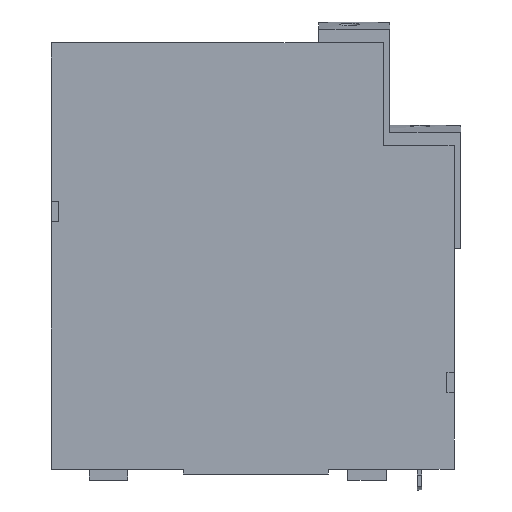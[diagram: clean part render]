
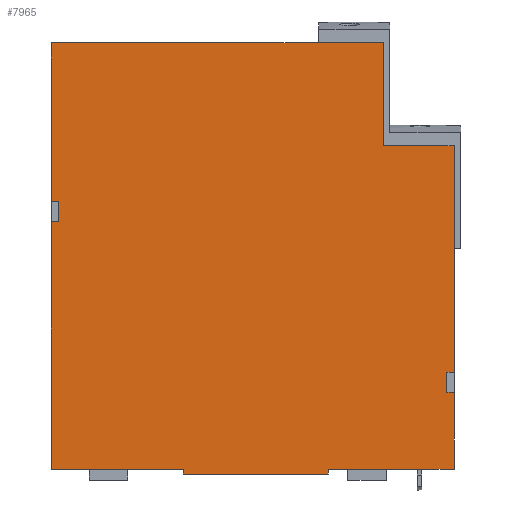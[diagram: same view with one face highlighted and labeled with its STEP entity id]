
A CAD part, left-side view. The second image highlights one B-rep face of the part: STEP entity #7965.
In plain terms, the highlighted planar face has unit normal (-1, 0, 0).
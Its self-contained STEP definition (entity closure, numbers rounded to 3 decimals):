
#512=DIRECTION('',(0.,0.,1.));
#513=VECTOR('',#512,70.29);
#514=CARTESIAN_POINT('',(0.,0.,30.11));
#515=LINE('',#514,#513);
#749=DIRECTION('',(0.,0.,-1.));
#750=VECTOR('',#749,32.);
#751=CARTESIAN_POINT('',(0.,22.,132.4));
#752=LINE('',#751,#750);
#753=DIRECTION('',(0.,-1.,0.));
#754=VECTOR('',#753,22.);
#755=CARTESIAN_POINT('',(0.,22.,100.4));
#756=LINE('',#755,#754);
#757=DIRECTION('',(0.,-1.,0.));
#758=VECTOR('',#757,2.2);
#759=CARTESIAN_POINT('',(0.,2.2,30.11));
#760=LINE('',#759,#758);
#761=DIRECTION('',(0.,0.,1.));
#762=VECTOR('',#761,6.23);
#763=CARTESIAN_POINT('',(0.,2.2,23.88));
#764=LINE('',#763,#762);
#765=DIRECTION('',(0.,-1.,0.));
#766=VECTOR('',#765,2.2);
#767=CARTESIAN_POINT('',(0.,2.2,23.88));
#768=LINE('',#767,#766);
#769=DIRECTION('',(0.,0.,1.));
#770=VECTOR('',#769,23.88);
#771=CARTESIAN_POINT('',(0.,0.,0.));
#772=LINE('',#771,#770);
#773=DIRECTION('',(0.,-1.,0.));
#774=VECTOR('',#773,39.);
#775=CARTESIAN_POINT('',(0.,39.,0.));
#776=LINE('',#775,#774);
#777=DIRECTION('',(0.,0.,-1.));
#778=VECTOR('',#777,1.5);
#779=CARTESIAN_POINT('',(0.,39.,0.));
#780=LINE('',#779,#778);
#781=DIRECTION('',(0.,-1.,0.));
#782=VECTOR('',#781,40.9);
#783=CARTESIAN_POINT('',(0.,125.,0.));
#784=LINE('',#783,#782);
#785=DIRECTION('',(0.,0.,-1.));
#786=VECTOR('',#785,76.885);
#787=CARTESIAN_POINT('',(0.,125.,76.885));
#788=LINE('',#787,#786);
#789=DIRECTION('',(0.,-1.,0.));
#790=VECTOR('',#789,2.2);
#791=CARTESIAN_POINT('',(0.,125.,76.885));
#792=LINE('',#791,#790);
#793=DIRECTION('',(0.,0.,1.));
#794=VECTOR('',#793,6.23);
#795=CARTESIAN_POINT('',(0.,122.8,76.885));
#796=LINE('',#795,#794);
#797=DIRECTION('',(0.,-1.,0.));
#798=VECTOR('',#797,2.2);
#799=CARTESIAN_POINT('',(0.,125.,83.115));
#800=LINE('',#799,#798);
#801=DIRECTION('',(0.,0.,-1.));
#802=VECTOR('',#801,49.285);
#803=CARTESIAN_POINT('',(0.,125.,132.4));
#804=LINE('',#803,#802);
#897=DIRECTION('',(0.,1.,0.));
#898=VECTOR('',#897,103.);
#899=CARTESIAN_POINT('',(0.,22.,132.4));
#900=LINE('',#899,#898);
#4668=DIRECTION('',(0.,1.,0.));
#4669=VECTOR('',#4668,45.1);
#4670=CARTESIAN_POINT('',(0.,39.,-1.5));
#4671=LINE('',#4670,#4669);
#4872=DIRECTION('',(0.,0.,-1.));
#4873=VECTOR('',#4872,1.5);
#4874=CARTESIAN_POINT('',(0.,84.1,0.));
#4875=LINE('',#4874,#4873);
#5402=CARTESIAN_POINT('',(0.,125.,132.4));
#5404=VERTEX_POINT('',#5402);
#5414=CARTESIAN_POINT('',(0.,39.,-1.5));
#5415=VERTEX_POINT('',#5414);
#5416=CARTESIAN_POINT('',(0.,84.1,-1.5));
#5417=VERTEX_POINT('',#5416);
#5426=CARTESIAN_POINT('',(0.,39.,0.));
#5427=VERTEX_POINT('',#5426);
#5428=CARTESIAN_POINT('',(0.,84.1,0.));
#5429=VERTEX_POINT('',#5428);
#5430=CARTESIAN_POINT('',(0.,125.,0.));
#5431=VERTEX_POINT('',#5430);
#5432=CARTESIAN_POINT('',(0.,0.,0.));
#5433=VERTEX_POINT('',#5432);
#5646=CARTESIAN_POINT('',(0.,122.8,76.885));
#5647=CARTESIAN_POINT('',(0.,122.8,83.115));
#5648=VERTEX_POINT('',#5646);
#5649=VERTEX_POINT('',#5647);
#5650=CARTESIAN_POINT('',(0.,125.,83.115));
#5651=VERTEX_POINT('',#5650);
#5652=CARTESIAN_POINT('',(0.,125.,76.885));
#5653=VERTEX_POINT('',#5652);
#6158=CARTESIAN_POINT('',(0.,2.2,23.88));
#6159=VERTEX_POINT('',#6158);
#6160=CARTESIAN_POINT('',(0.,2.2,30.11));
#6161=VERTEX_POINT('',#6160);
#6266=CARTESIAN_POINT('',(0.,0.,23.88));
#6267=VERTEX_POINT('',#6266);
#6268=CARTESIAN_POINT('',(0.,0.,30.11));
#6269=VERTEX_POINT('',#6268);
#6810=CARTESIAN_POINT('',(0.,22.,132.4));
#6811=CARTESIAN_POINT('',(0.,22.,100.4));
#6812=VERTEX_POINT('',#6810);
#6813=VERTEX_POINT('',#6811);
#6814=CARTESIAN_POINT('',(0.,0.,100.4));
#6815=VERTEX_POINT('',#6814);
#7924=CARTESIAN_POINT('',(0.,0.,0.));
#7925=DIRECTION('',(-1.,0.,0.));
#7926=DIRECTION('',(0.,0.,1.));
#7927=AXIS2_PLACEMENT_3D('',#7924,#7925,#7926);
#7928=PLANE('',#7927);
#7930=ORIENTED_EDGE('',*,*,#7929,.F.);
#7932=ORIENTED_EDGE('',*,*,#7931,.T.);
#7934=ORIENTED_EDGE('',*,*,#7933,.T.);
#7935=ORIENTED_EDGE('',*,*,#7311,.F.);
#7937=ORIENTED_EDGE('',*,*,#7936,.F.);
#7939=ORIENTED_EDGE('',*,*,#7938,.F.);
#7941=ORIENTED_EDGE('',*,*,#7940,.T.);
#7942=ORIENTED_EDGE('',*,*,#7367,.F.);
#7944=ORIENTED_EDGE('',*,*,#7943,.F.);
#7946=ORIENTED_EDGE('',*,*,#7945,.T.);
#7948=ORIENTED_EDGE('',*,*,#7947,.T.);
#7950=ORIENTED_EDGE('',*,*,#7949,.F.);
#7952=ORIENTED_EDGE('',*,*,#7951,.F.);
#7954=ORIENTED_EDGE('',*,*,#7953,.F.);
#7956=ORIENTED_EDGE('',*,*,#7955,.T.);
#7958=ORIENTED_EDGE('',*,*,#7957,.T.);
#7960=ORIENTED_EDGE('',*,*,#7959,.F.);
#7962=ORIENTED_EDGE('',*,*,#7961,.F.);
#7963=EDGE_LOOP('',(#7930,#7932,#7934,#7935,#7937,#7939,#7941,#7942,#7944,#7946,
#7948,#7950,#7952,#7954,#7956,#7958,#7960,#7962));
#7964=FACE_OUTER_BOUND('',#7963,.F.);
#7311=EDGE_CURVE('',#6269,#6815,#515,.T.);
#7367=EDGE_CURVE('',#5433,#6267,#772,.T.);
#7929=EDGE_CURVE('',#6812,#5404,#900,.T.);
#7931=EDGE_CURVE('',#6812,#6813,#752,.T.);
#7933=EDGE_CURVE('',#6813,#6815,#756,.T.);
#7936=EDGE_CURVE('',#6161,#6269,#760,.T.);
#7938=EDGE_CURVE('',#6159,#6161,#764,.T.);
#7940=EDGE_CURVE('',#6159,#6267,#768,.T.);
#7943=EDGE_CURVE('',#5427,#5433,#776,.T.);
#7945=EDGE_CURVE('',#5427,#5415,#780,.T.);
#7947=EDGE_CURVE('',#5415,#5417,#4671,.T.);
#7949=EDGE_CURVE('',#5429,#5417,#4875,.T.);
#7951=EDGE_CURVE('',#5431,#5429,#784,.T.);
#7953=EDGE_CURVE('',#5653,#5431,#788,.T.);
#7955=EDGE_CURVE('',#5653,#5648,#792,.T.);
#7957=EDGE_CURVE('',#5648,#5649,#796,.T.);
#7959=EDGE_CURVE('',#5651,#5649,#800,.T.);
#7961=EDGE_CURVE('',#5404,#5651,#804,.T.);
#7965=ADVANCED_FACE('',(#7964),#7928,.T.);
